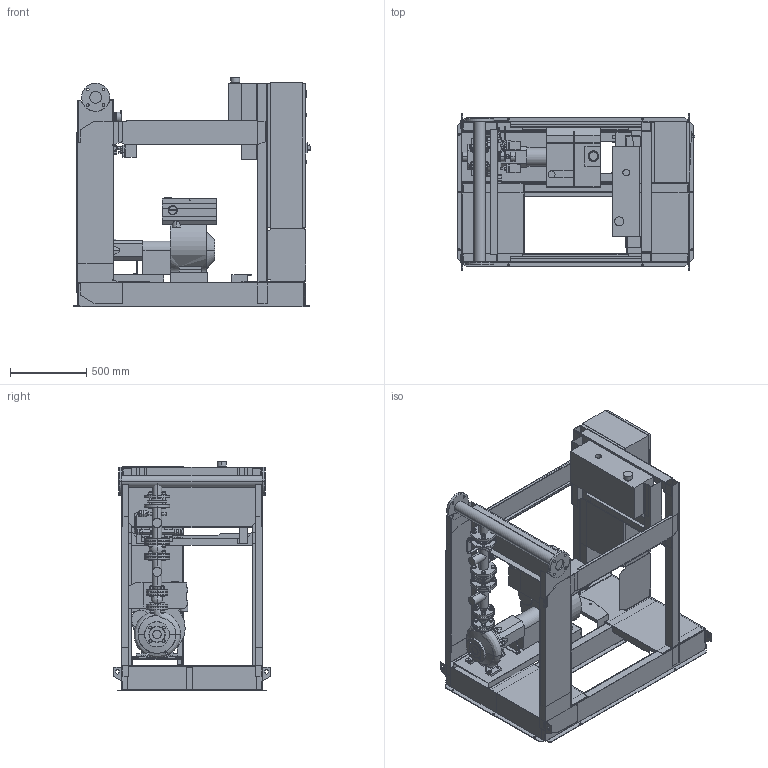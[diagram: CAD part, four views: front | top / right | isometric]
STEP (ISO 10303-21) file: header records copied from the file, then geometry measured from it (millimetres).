
FILE_DESCRIPTION((''),'2;1');
FILE_NAME('3d_Sifire-EN-32_200-177-4.25D-4183788.stp','2015-05-26T10:36:15',(''),(''),'Mechanical Desktop 2009','Mechanical Desktop 2009',', , ');
FILE_SCHEMA(('CONFIG_CONTROL_DESIGN'));
Length unit declared in the file: millimetre
Products named in the file (1): Product
Bounding box: 1554.5 x 1026 x 1500 mm (x, y, z)
Volume: 220460130.6 mm3; surface area: 20237255.8 mm2
Topology: 120 solids, 120 shells, 2789 faces, 6749 edges, 4314 vertices
Faces by surface type: plane 1135, bspline 894, cylinder 434, cone 278, torus 46, sphere 2
Entity records: 88368 total; most frequent: CARTESIAN_POINT 26877, ORIENTED_EDGE 13498, DIRECTION 11423, EDGE_CURVE 6749, VERTEX_POINT 4314, VECTOR 4055, LINE 4055, AXIS2_PLACEMENT_3D 3684
